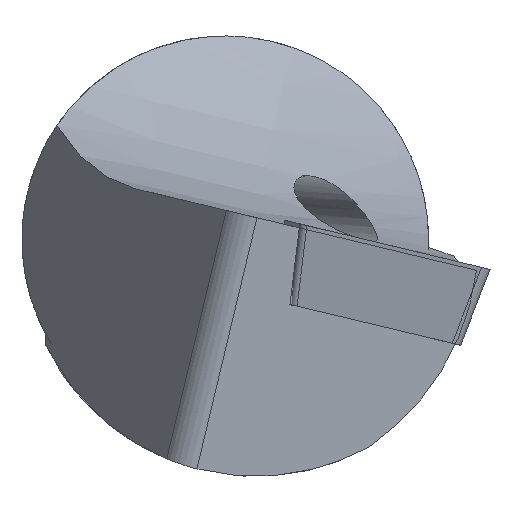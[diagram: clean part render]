
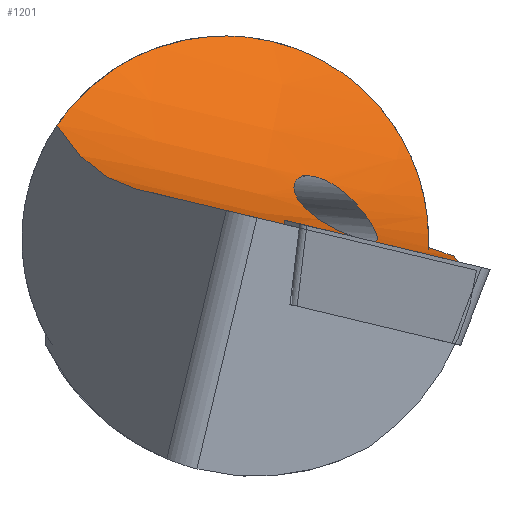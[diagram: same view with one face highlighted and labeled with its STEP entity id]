
A CAD part, front view. The second image highlights one B-rep face of the part: STEP entity #1201.
In plain terms, the highlighted toroidal (fillet/blend) face has major radius 15 mm and minor radius 20 mm.
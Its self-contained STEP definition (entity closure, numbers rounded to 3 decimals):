
#18=DEGENERATE_TOROIDAL_SURFACE('',#1339,15.,20.,.T.);
#34=B_SPLINE_CURVE_WITH_KNOTS('',3,(#1882,#1883,#1884,#1885,#1886,#1887,
#1888,#1889,#1890,#1891,#1892,#1893,#1894,#1895),.UNSPECIFIED.,.F.,.F.,
(4,1,1,1,1,1,1,1,1,1,1,4),(0.,0.005,0.009,0.012,
0.014,0.016,0.019,0.021,
0.023,0.028,0.032,0.037),
 .UNSPECIFIED.);
#35=B_SPLINE_CURVE_WITH_KNOTS('',3,(#1902,#1903,#1904,#1905,#1906,#1907,
#1908,#1909,#1910,#1911,#1912,#1913,#1914,#1915,#1916,#1917,#1918,#1919,
#1920,#1921,#1922,#1923,#1924,#1925,#1926,#1927,#1928,#1929,#1930,#1931,
#1932,#1933),.UNSPECIFIED.,.T.,.F.,(1,1,1,1,1,1,1,1,1,1,1,1,1,1,1,1,1,1,
1,1,1,1,1,1,1,1,1,1,1,1,1,1,1,1,1,1),(-0.003,-0.001,
-0.001,0.,0.001,0.001,
0.002,0.003,0.003,0.004,
0.005,0.006,0.008,0.009,
0.009,0.01,0.011,0.011,
0.011,0.012,0.012,0.012,
0.012,0.013,0.013,0.014,
0.015,0.015,0.016,0.018,
0.019,0.02,0.02,0.021,
0.021,0.022),.UNSPECIFIED.);
#36=B_SPLINE_CURVE_WITH_KNOTS('',3,(#1935,#1936,#1937,#1938),
 .UNSPECIFIED.,.F.,.F.,(4,4),(0.009,0.011),
 .UNSPECIFIED.);
#37=B_SPLINE_CURVE_WITH_KNOTS('',3,(#1941,#1942,#1943,#1944),
 .UNSPECIFIED.,.F.,.F.,(4,4),(0.,0.004),.UNSPECIFIED.);
#38=B_SPLINE_CURVE_WITH_KNOTS('',3,(#1946,#1947,#1948,#1949),
 .UNSPECIFIED.,.F.,.F.,(4,4),(0.,0.002),.UNSPECIFIED.);
#39=B_SPLINE_CURVE_WITH_KNOTS('',3,(#1950,#1951,#1952,#1953,#1954),
 .UNSPECIFIED.,.F.,.F.,(4,1,4),(0.,0.005,0.009),
 .UNSPECIFIED.);
#335=ORIENTED_EDGE('',*,*,#654,.F.);
#336=ORIENTED_EDGE('',*,*,#655,.F.);
#337=ORIENTED_EDGE('',*,*,#656,.F.);
#338=ORIENTED_EDGE('',*,*,#657,.F.);
#339=ORIENTED_EDGE('',*,*,#651,.F.);
#340=ORIENTED_EDGE('',*,*,#658,.F.);
#341=ORIENTED_EDGE('',*,*,#659,.F.);
#651=EDGE_CURVE('',#815,#816,#34,.T.);
#654=EDGE_CURVE('',#818,#818,#35,.T.);
#655=EDGE_CURVE('',#819,#820,#36,.T.);
#656=EDGE_CURVE('',#821,#819,#37,.T.);
#657=EDGE_CURVE('',#816,#821,#38,.T.);
#658=EDGE_CURVE('',#822,#815,#39,.T.);
#659=EDGE_CURVE('',#820,#822,#930,.T.);
#815=VERTEX_POINT('',#1896);
#816=VERTEX_POINT('',#1897);
#818=VERTEX_POINT('',#1934);
#819=VERTEX_POINT('',#1939);
#820=VERTEX_POINT('',#1940);
#821=VERTEX_POINT('',#1945);
#822=VERTEX_POINT('',#1955);
#930=CIRCLE('',#1340,15.);
#989=EDGE_LOOP('',(#335));
#990=EDGE_LOOP('',(#336,#337,#338,#339,#340,#341));
#1085=FACE_BOUND('',#989,.T.);
#1086=FACE_BOUND('',#990,.T.);
#1201=ADVANCED_FACE('',(#1085,#1086),#18,.F.);
#1339=AXIS2_PLACEMENT_3D('',#1901,#1517,#1518);
#1340=AXIS2_PLACEMENT_3D('',#1956,#1519,#1520);
#1517=DIRECTION('',(0.,-0.122,0.993));
#1518=DIRECTION('',(0.,-0.993,-0.122));
#1519=DIRECTION('',(0.,-0.122,0.993));
#1520=DIRECTION('',(0.,-0.993,-0.122));
#1882=CARTESIAN_POINT('',(18.188,8.861,4.636));
#1883=CARTESIAN_POINT('',(19.623,8.57,5.191));
#1884=CARTESIAN_POINT('',(22.318,7.775,6.48));
#1885=CARTESIAN_POINT('',(25.24,5.8,8.31));
#1886=CARTESIAN_POINT('',(27.02,3.462,9.457));
#1887=CARTESIAN_POINT('',(27.981,1.359,9.993));
#1888=CARTESIAN_POINT('',(28.461,-0.974,10.046));
#1889=CARTESIAN_POINT('',(28.383,-3.298,9.538));
#1890=CARTESIAN_POINT('',(27.748,-5.364,8.536));
#1891=CARTESIAN_POINT('',(26.265,-7.556,6.785));
#1892=CARTESIAN_POINT('',(23.533,-9.151,4.368));
#1893=CARTESIAN_POINT('',(19.488,-9.852,2.032));
#1894=CARTESIAN_POINT('',(16.531,-9.949,1.06));
#1895=CARTESIAN_POINT('',(15.,-9.974,0.725));
#1896=CARTESIAN_POINT('',(18.188,8.861,4.636));
#1897=CARTESIAN_POINT('',(15.,-9.974,0.725));
#1901=CARTESIAN_POINT('',(-3.,-4.495,20.993));
#1902=CARTESIAN_POINT('',(20.841,-5.647,2.893));
#1903=CARTESIAN_POINT('',(21.275,-5.252,3.139));
#1904=CARTESIAN_POINT('',(21.639,-4.785,3.367));
#1905=CARTESIAN_POINT('',(21.9,-4.22,3.557));
#1906=CARTESIAN_POINT('',(21.846,-3.525,3.586));
#1907=CARTESIAN_POINT('',(21.327,-3.134,3.338));
#1908=CARTESIAN_POINT('',(20.755,-3.045,3.056));
#1909=CARTESIAN_POINT('',(19.988,-3.098,2.69));
#1910=CARTESIAN_POINT('',(19.046,-3.37,2.272));
#1911=CARTESIAN_POINT('',(17.95,-3.852,1.844));
#1912=CARTESIAN_POINT('',(16.881,-4.437,1.484));
#1913=CARTESIAN_POINT('',(16.018,-4.982,1.235));
#1914=CARTESIAN_POINT('',(15.343,-5.455,1.062));
#1915=CARTESIAN_POINT('',(14.848,-5.831,0.944));
#1916=CARTESIAN_POINT('',(14.45,-6.171,0.853));
#1917=CARTESIAN_POINT('',(14.152,-6.472,0.786));
#1918=CARTESIAN_POINT('',(13.958,-6.718,0.739));
#1919=CARTESIAN_POINT('',(13.831,-6.964,0.702));
#1920=CARTESIAN_POINT('',(13.883,-7.183,0.69));
#1921=CARTESIAN_POINT('',(14.053,-7.326,0.701));
#1922=CARTESIAN_POINT('',(14.31,-7.401,0.732));
#1923=CARTESIAN_POINT('',(14.724,-7.455,0.793));
#1924=CARTESIAN_POINT('',(15.247,-7.455,0.889));
#1925=CARTESIAN_POINT('',(15.86,-7.409,1.022));
#1926=CARTESIAN_POINT('',(16.465,-7.329,1.173));
#1927=CARTESIAN_POINT('',(17.259,-7.186,1.396));
#1928=CARTESIAN_POINT('',(18.236,-6.941,1.719));
#1929=CARTESIAN_POINT('',(19.342,-6.542,2.157));
#1930=CARTESIAN_POINT('',(20.206,-6.097,2.56));
#1931=CARTESIAN_POINT('',(20.841,-5.647,2.893));
#1932=CARTESIAN_POINT('',(21.275,-5.252,3.139));
#1933=CARTESIAN_POINT('',(21.639,-4.785,3.367));
#1934=CARTESIAN_POINT('',(21.263,-5.24,3.136));
#1935=CARTESIAN_POINT('',(9.619,-11.658,-0.016));
#1936=CARTESIAN_POINT('',(9.67,-11.058,0.042));
#1937=CARTESIAN_POINT('',(9.722,-10.459,0.11));
#1938=CARTESIAN_POINT('',(9.775,-9.861,0.184));
#1939=CARTESIAN_POINT('',(9.619,-11.658,-0.016));
#1940=CARTESIAN_POINT('',(9.775,-9.861,0.184));
#1941=CARTESIAN_POINT('',(13.698,-11.293,0.434));
#1942=CARTESIAN_POINT('',(12.348,-11.421,0.186));
#1943=CARTESIAN_POINT('',(10.987,-11.539,0.044));
#1944=CARTESIAN_POINT('',(9.619,-11.658,-0.016));
#1945=CARTESIAN_POINT('',(13.698,-11.293,0.434));
#1946=CARTESIAN_POINT('',(15.,-9.974,0.725));
#1947=CARTESIAN_POINT('',(14.569,-10.414,0.619));
#1948=CARTESIAN_POINT('',(14.134,-10.854,0.523));
#1949=CARTESIAN_POINT('',(13.698,-11.293,0.434));
#1950=CARTESIAN_POINT('',(10.39,4.652,1.966));
#1951=CARTESIAN_POINT('',(11.748,5.431,2.061));
#1952=CARTESIAN_POINT('',(14.407,6.91,2.605));
#1953=CARTESIAN_POINT('',(16.975,8.251,3.851));
#1954=CARTESIAN_POINT('',(18.188,8.861,4.636));
#1955=CARTESIAN_POINT('',(10.39,4.652,1.966));
#1956=CARTESIAN_POINT('',(-3.,-2.058,1.142));
